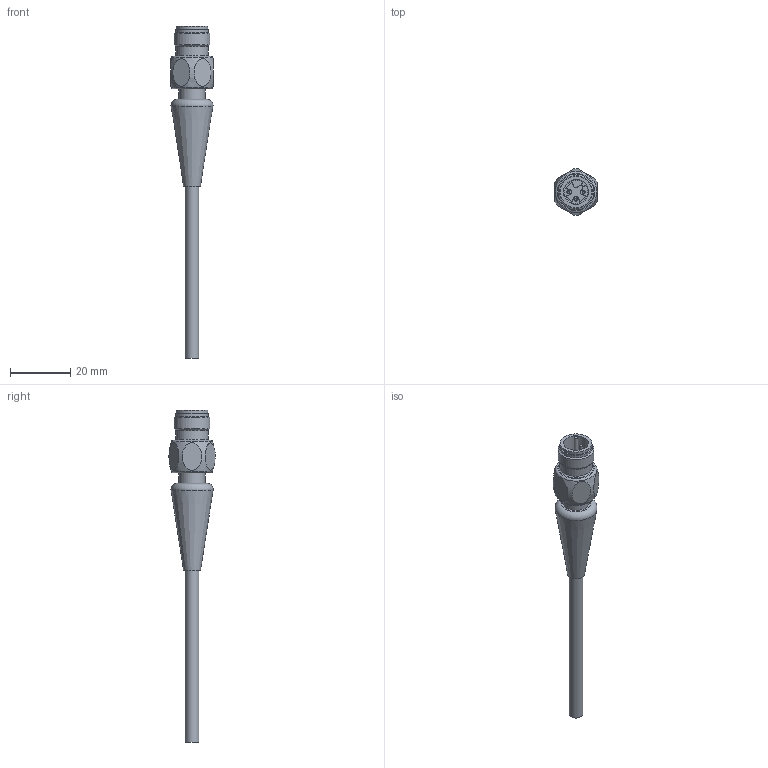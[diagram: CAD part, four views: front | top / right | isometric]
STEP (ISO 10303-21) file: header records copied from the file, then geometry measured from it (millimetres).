
FILE_DESCRIPTION(/* description */ (''),/* implementation_level */ '2;1');
FILE_NAME(/* name */ 'FB-WASH3.stp',/* time_stamp */ '2015-06-10T16:59:38+02:00',/* author */ (''),/* organization */ (''),/* preprocessor_version */ 'ST-DEVELOPER v14',/* originating_system */ 'SIEMENS PLM Software NX 8.0',/* authorisation */ '');
FILE_SCHEMA (('AUTOMOTIVE_DESIGN { 1 0 10303 214 3 1 1 1 }'));
Length unit declared in the file: millimetre
Products named in the file (1): FB-WAS4_S3930
Bounding box: 14 x 15.39 x 110.4 mm (x, y, z)
Volume: 5870.5 mm3; surface area: 3366.4 mm2
Topology: 1 solids, 1 shells, 67 faces, 157 edges, 106 vertices
Faces by surface type: plane 28, cylinder 26, torus 6, cone 3, sphere 3, bspline 1
Full cylindrical faces by diameter (mm): 1 x3, 4.6 x1, 8.3 x1, 8.7 x1, 9.9 x1, 10.5 x1, 10.8 x2, 11.9 x1
Entity records: 2078 total; most frequent: CARTESIAN_POINT 447, DIRECTION 312, ORIENTED_EDGE 240, AXIS2_PLACEMENT_3D 133, EDGE_CURVE 120, EDGE_LOOP 104, VERTEX_POINT 92, ADVANCED_FACE 67
